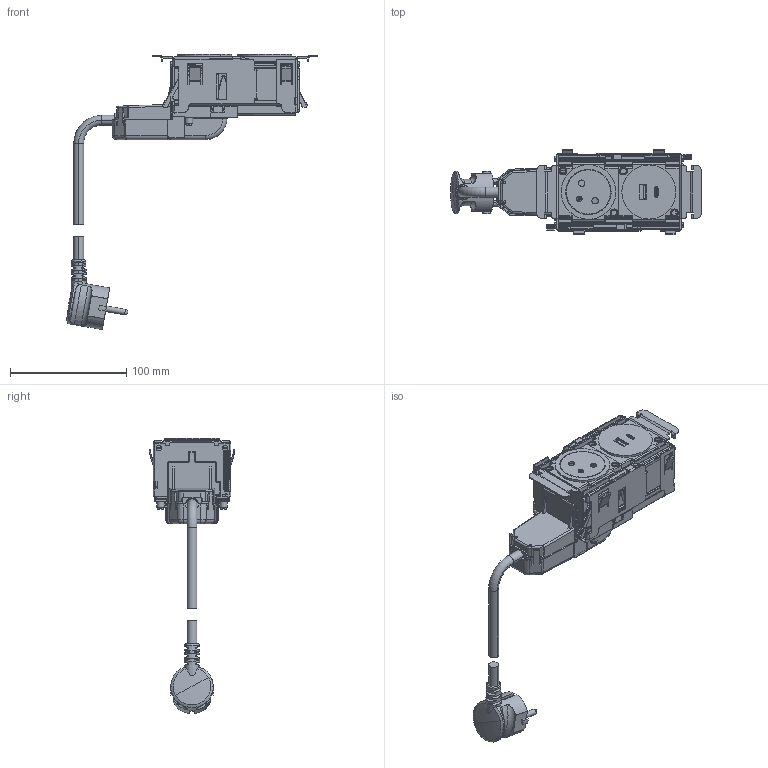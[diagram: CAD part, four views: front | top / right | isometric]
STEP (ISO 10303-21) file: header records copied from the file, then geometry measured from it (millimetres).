
FILE_DESCRIPTION(('CATIA V5 STEP Exchange','CAx-IF Rec.Pracs.--- Model Styling and Organization---1.5--- 2016-08-15','CAx-IF Rec.Pracs.---Supplemental Geometry---1.0---2011-11-01','CAx-IF Rec.Pracs.--- Composite Materials ---1.1---2010-07-15'),'2;1');
FILE_NAME('DISQ''IN\LG-654740_AllCATPart.stp','2023-04-27T13:30:20+00:00',('none'),('none'),'CATIA Version 5-6 Release 2020 SP3','CATIA V5 STEP AP214 v2','none');
FILE_SCHEMA(('AUTOMOTIVE_DESIGN { 1 0 10303 214 1 1 1 1 }'));
Products named in the file (1): LG-654740_AllCATPart
Bounding box: 215.52 x 73.85 x 236.49 mm (x, y, z)
Volume: 136272.8 mm3; surface area: 165296.7 mm2
Topology: 32 solids, 33 shells, 2373 faces, 6578 edges, 4244 vertices
Faces by surface type: plane 1289, cylinder 720, cone 145, torus 139, bspline 42, sphere 32, extrusion 4, revolution 2
Entity records: 75778 total; most frequent: CARTESIAN_POINT 18836, ORIENTED_EDGE 13080, DIRECTION 9513, EDGE_CURVE 6540, VERTEX_POINT 4244, VECTOR 3949, LINE 3945, AXIS2_PLACEMENT_3D 3644
